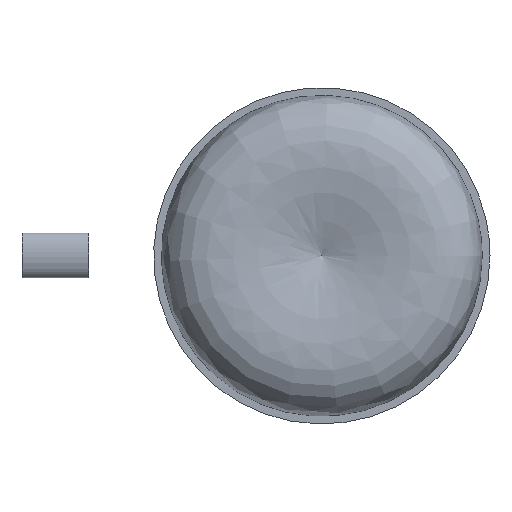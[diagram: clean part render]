
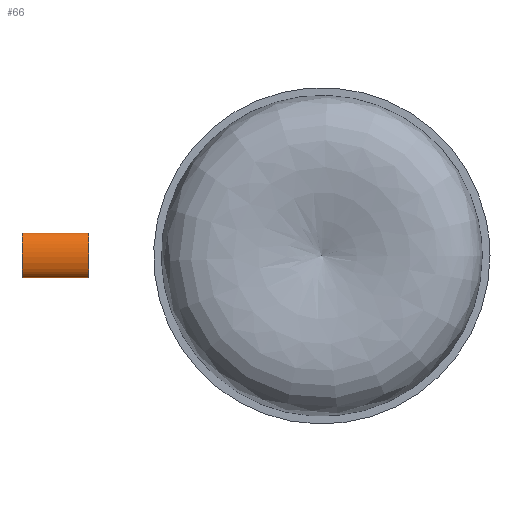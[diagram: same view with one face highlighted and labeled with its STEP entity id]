
A CAD part, top view. The second image highlights one B-rep face of the part: STEP entity #66.
In plain terms, the highlighted free-form (B-spline) face has degree [14, 1] with [15, 2] control points.
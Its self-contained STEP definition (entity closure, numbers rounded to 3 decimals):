
#66 = ADVANCED_FACE('',(#67),#80,.F.);
#67 = FACE_BOUND('',#68,.F.);
#68 = EDGE_LOOP('',(#69,#129,#151,#178));
#69 = ORIENTED_EDGE('',*,*,#70,.T.);
#70 = EDGE_CURVE('',#71,#71,#73,.T.);
#71 = VERTEX_POINT('',#72);
#72 = CARTESIAN_POINT('',(-105.,10.,100.));
#73 = SURFACE_CURVE('',#74,(#79,#117),.PCURVE_S1.);
#74 = ELLIPSE('',#75,10.,5.);
#75 = AXIS2_PLACEMENT_3D('',#76,#77,#78);
#76 = CARTESIAN_POINT('',(-105.,0.,100.));
#77 = DIRECTION('',(1.,0.,0.));
#78 = DIRECTION('',(-0.,1.,0.));
#79 = PCURVE('',#80,#111);
#80 = B_SPLINE_SURFACE_WITH_KNOTS('',14,1,(
    (#81,#82)
    ,(#83,#84)
    ,(#85,#86)
    ,(#87,#88)
    ,(#89,#90)
    ,(#91,#92)
    ,(#93,#94)
    ,(#95,#96)
    ,(#97,#98)
    ,(#99,#100)
    ,(#101,#102)
    ,(#103,#104)
    ,(#105,#106)
    ,(#107,#108)
    ,(#109,#110
    )),.UNSPECIFIED.,.T.,.F.,.F.,(15,15),(2,2),(0.,6.283),(0.,1.
    ),.PIECEWISE_BEZIER_KNOTS.);
#81 = CARTESIAN_POINT('',(-105.,10.,100.));
#82 = CARTESIAN_POINT('',(-135.,10.,100.));
#83 = CARTESIAN_POINT('',(-105.,10.,
    102.244));
#84 = CARTESIAN_POINT('',(-135.,10.,102.244));
#85 = CARTESIAN_POINT('',(-105.,7.831,104.488));
#86 = CARTESIAN_POINT('',(-135.,7.831,104.488
    ));
#87 = CARTESIAN_POINT('',(-105.,3.493,106.164
    ));
#88 = CARTESIAN_POINT('',(-135.,3.493,106.164));
#89 = CARTESIAN_POINT('',(-105.,-2.366,
    106.704));
#90 = CARTESIAN_POINT('',(-135.,-2.366,106.704));
#91 = CARTESIAN_POINT('',(-105.,-8.448,105.745
    ));
#92 = CARTESIAN_POINT('',(-135.,-8.448,105.745
    ));
#93 = CARTESIAN_POINT('',(-105.,-13.09,
    103.329));
#94 = CARTESIAN_POINT('',(-135.,-13.09,
    103.329));
#95 = CARTESIAN_POINT('',(-105.,-14.838,
    100.));
#96 = CARTESIAN_POINT('',(-135.,-14.838,
    100.));
#97 = CARTESIAN_POINT('',(-105.,-13.09,
    96.671));
#98 = CARTESIAN_POINT('',(-135.,-13.09,
    96.671));
#99 = CARTESIAN_POINT('',(-105.,-8.448,
    94.255));
#100 = CARTESIAN_POINT('',(-135.,-8.448,
    94.255));
#101 = CARTESIAN_POINT('',(-105.,-2.366,
    93.296));
#102 = CARTESIAN_POINT('',(-135.,-2.366,
    93.296));
#103 = CARTESIAN_POINT('',(-105.,3.493,
    93.836));
#104 = CARTESIAN_POINT('',(-135.,3.493,
    93.836));
#105 = CARTESIAN_POINT('',(-105.,7.831,
    95.512));
#106 = CARTESIAN_POINT('',(-135.,7.831,95.512));
#107 = CARTESIAN_POINT('',(-105.,10.,
    97.756));
#108 = CARTESIAN_POINT('',(-135.,10.,
    97.756));
#109 = CARTESIAN_POINT('',(-105.,10.,100.));
#110 = CARTESIAN_POINT('',(-135.,10.,100.));
#111 = DEFINITIONAL_REPRESENTATION('',(#112),#116);
#112 = LINE('',#113,#114);
#113 = CARTESIAN_POINT('',(0.,0.));
#114 = VECTOR('',#115,1.);
#115 = DIRECTION('',(1.,0.));
#116 = ( GEOMETRIC_REPRESENTATION_CONTEXT(2) 
PARAMETRIC_REPRESENTATION_CONTEXT() REPRESENTATION_CONTEXT('2D SPACE',''
  ) );
#117 = PCURVE('',#118,#123);
#118 = PLANE('',#119);
#119 = AXIS2_PLACEMENT_3D('',#120,#121,#122);
#120 = CARTESIAN_POINT('',(-105.,0.,100.));
#121 = DIRECTION('',(1.,0.,0.));
#122 = DIRECTION('',(-0.,1.,0.));
#123 = DEFINITIONAL_REPRESENTATION('',(#124),#128);
#124 = ELLIPSE('',#125,10.,5.);
#125 = AXIS2_PLACEMENT_2D('',#126,#127);
#126 = CARTESIAN_POINT('',(0.,0.));
#127 = DIRECTION('',(1.,0.));
#128 = ( GEOMETRIC_REPRESENTATION_CONTEXT(2) 
PARAMETRIC_REPRESENTATION_CONTEXT() REPRESENTATION_CONTEXT('2D SPACE',''
  ) );
#129 = ORIENTED_EDGE('',*,*,#130,.T.);
#130 = EDGE_CURVE('',#71,#131,#133,.T.);
#131 = VERTEX_POINT('',#132);
#132 = CARTESIAN_POINT('',(-135.,10.,100.));
#133 = SEAM_CURVE('',#134,(#137,#144),.PCURVE_S1.);
#134 = B_SPLINE_CURVE_WITH_KNOTS('',1,(#135,#136),.UNSPECIFIED.,.F.,.F.,
  (2,2),(0.,1.),.PIECEWISE_BEZIER_KNOTS.);
#135 = CARTESIAN_POINT('',(-105.,10.,100.));
#136 = CARTESIAN_POINT('',(-135.,10.,100.));
#137 = PCURVE('',#80,#138);
#138 = DEFINITIONAL_REPRESENTATION('',(#139),#143);
#139 = LINE('',#140,#141);
#140 = CARTESIAN_POINT('',(6.283,0.));
#141 = VECTOR('',#142,1.);
#142 = DIRECTION('',(0.,1.));
#143 = ( GEOMETRIC_REPRESENTATION_CONTEXT(2) 
PARAMETRIC_REPRESENTATION_CONTEXT() REPRESENTATION_CONTEXT('2D SPACE',''
  ) );
#144 = PCURVE('',#80,#145);
#145 = DEFINITIONAL_REPRESENTATION('',(#146),#150);
#146 = LINE('',#147,#148);
#147 = CARTESIAN_POINT('',(0.,0.));
#148 = VECTOR('',#149,1.);
#149 = DIRECTION('',(0.,1.));
#150 = ( GEOMETRIC_REPRESENTATION_CONTEXT(2) 
PARAMETRIC_REPRESENTATION_CONTEXT() REPRESENTATION_CONTEXT('2D SPACE',''
  ) );
#151 = ORIENTED_EDGE('',*,*,#152,.F.);
#152 = EDGE_CURVE('',#131,#131,#153,.T.);
#153 = SURFACE_CURVE('',#154,(#159,#166),.PCURVE_S1.);
#154 = ELLIPSE('',#155,10.,5.);
#155 = AXIS2_PLACEMENT_3D('',#156,#157,#158);
#156 = CARTESIAN_POINT('',(-135.,0.,100.));
#157 = DIRECTION('',(1.,0.,0.));
#158 = DIRECTION('',(-0.,1.,0.));
#159 = PCURVE('',#80,#160);
#160 = DEFINITIONAL_REPRESENTATION('',(#161),#165);
#161 = LINE('',#162,#163);
#162 = CARTESIAN_POINT('',(0.,1.));
#163 = VECTOR('',#164,1.);
#164 = DIRECTION('',(1.,0.));
#165 = ( GEOMETRIC_REPRESENTATION_CONTEXT(2) 
PARAMETRIC_REPRESENTATION_CONTEXT() REPRESENTATION_CONTEXT('2D SPACE',''
  ) );
#166 = PCURVE('',#167,#172);
#167 = PLANE('',#168);
#168 = AXIS2_PLACEMENT_3D('',#169,#170,#171);
#169 = CARTESIAN_POINT('',(-135.,0.,100.));
#170 = DIRECTION('',(1.,0.,0.));
#171 = DIRECTION('',(-0.,1.,0.));
#172 = DEFINITIONAL_REPRESENTATION('',(#173),#177);
#173 = ELLIPSE('',#174,10.,5.);
#174 = AXIS2_PLACEMENT_2D('',#175,#176);
#175 = CARTESIAN_POINT('',(0.,0.));
#176 = DIRECTION('',(1.,0.));
#177 = ( GEOMETRIC_REPRESENTATION_CONTEXT(2) 
PARAMETRIC_REPRESENTATION_CONTEXT() REPRESENTATION_CONTEXT('2D SPACE',''
  ) );
#178 = ORIENTED_EDGE('',*,*,#130,.F.);
